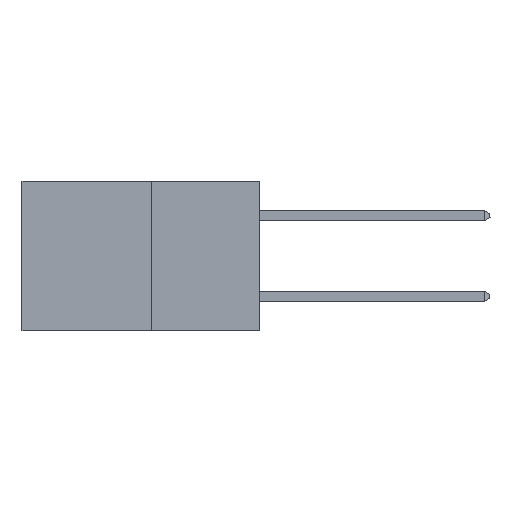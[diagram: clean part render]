
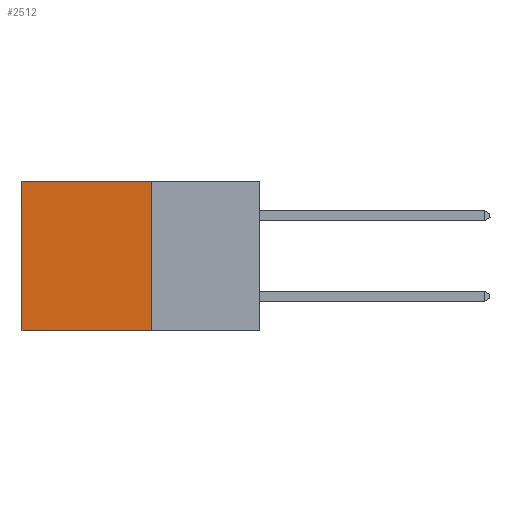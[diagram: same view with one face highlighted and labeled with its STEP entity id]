
A CAD part, left-side view. The second image highlights one B-rep face of the part: STEP entity #2512.
In plain terms, the highlighted planar face has unit normal (-1, 0, 0).
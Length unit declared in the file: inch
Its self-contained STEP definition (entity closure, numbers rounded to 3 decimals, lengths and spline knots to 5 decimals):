
#266 = LINE ( 'NONE', #7159, #3858 ) ;
#919 = ORIENTED_EDGE ( 'NONE', *, *, #14942, .F. ) ;
#1314 = EDGE_CURVE ( 'NONE', #16097, #3469, #7911, .T. ) ;
#1816 = DIRECTION ( 'NONE',  ( 0., 1., 0. ) ) ;
#1933 = DIRECTION ( 'NONE',  ( 0., 1., 0. ) ) ;
#2028 = CARTESIAN_POINT ( 'NONE',  ( 0.277, 0.27, 0. ) ) ;
#2512 = ADVANCED_FACE ( 'NONE', ( #11505 ), #9957, .F. ) ;
#3469 = VERTEX_POINT ( 'NONE', #7613 ) ;
#3858 = VECTOR ( 'NONE', #10084, 39.37008 ) ;
#3886 = EDGE_LOOP ( 'NONE', ( #6016, #919, #11970, #7618 ) ) ;
#4474 = DIRECTION ( 'NONE',  ( 0., 0., -1. ) ) ;
#6016 = ORIENTED_EDGE ( 'NONE', *, *, #15319, .T. ) ;
#6094 = VERTEX_POINT ( 'NONE', #8640 ) ;
#6105 = VERTEX_POINT ( 'NONE', #8611 ) ;
#6505 = VECTOR ( 'NONE', #1816, 39.37008 ) ;
#6655 = EDGE_CURVE ( 'NONE', #16097, #6105, #18536, .T. ) ;
#7159 = CARTESIAN_POINT ( 'NONE',  ( 0.277, 0.59, -0.37 ) ) ;
#7613 = CARTESIAN_POINT ( 'NONE',  ( 0.277, 0.27, -0.37 ) ) ;
#7618 = ORIENTED_EDGE ( 'NONE', *, *, #6655, .T. ) ;
#7911 = LINE ( 'NONE', #15789, #11314 ) ;
#8611 = CARTESIAN_POINT ( 'NONE',  ( 0.277, 0.59, 0. ) ) ;
#8640 = CARTESIAN_POINT ( 'NONE',  ( 0.277, 0.59, -0.37 ) ) ;
#9957 = PLANE ( 'NONE',  #17039 ) ;
#10084 = DIRECTION ( 'NONE',  ( 0., 0., -1. ) ) ;
#10397 = LINE ( 'NONE', #18074, #6505 ) ;
#10483 = DIRECTION ( 'NONE',  ( 0., 0., -1. ) ) ;
#10517 = DIRECTION ( 'NONE',  ( 1., 0., 0. ) ) ;
#10566 = CARTESIAN_POINT ( 'NONE',  ( 0.277, 0.27, -0.37 ) ) ;
#11314 = VECTOR ( 'NONE', #4474, 39.37008 ) ;
#11505 = FACE_OUTER_BOUND ( 'NONE', #3886, .T. ) ;
#11970 = ORIENTED_EDGE ( 'NONE', *, *, #1314, .F. ) ;
#14347 = CARTESIAN_POINT ( 'NONE',  ( 0.277, 0.27, 0. ) ) ;
#14674 = VECTOR ( 'NONE', #1933, 39.37008 ) ;
#14942 = EDGE_CURVE ( 'NONE', #3469, #6094, #10397, .T. ) ;
#15319 = EDGE_CURVE ( 'NONE', #6105, #6094, #266, .T. ) ;
#15789 = CARTESIAN_POINT ( 'NONE',  ( 0.277, 0.27, -0.37 ) ) ;
#16097 = VERTEX_POINT ( 'NONE', #14347 ) ;
#17039 = AXIS2_PLACEMENT_3D ( 'NONE', #10566, #10517, #10483 ) ;
#18074 = CARTESIAN_POINT ( 'NONE',  ( 0.277, 0.27, -0.37 ) ) ;
#18536 = LINE ( 'NONE', #2028, #14674 ) ;
